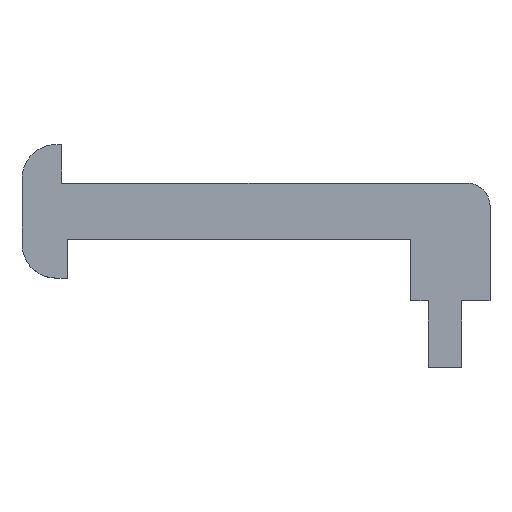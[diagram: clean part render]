
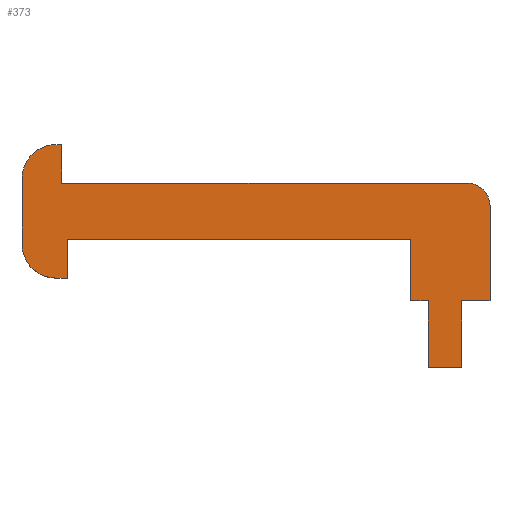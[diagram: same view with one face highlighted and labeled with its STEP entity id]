
A CAD part, top view. The second image highlights one B-rep face of the part: STEP entity #373.
In plain terms, the highlighted planar face has unit normal (0, 0, 1).
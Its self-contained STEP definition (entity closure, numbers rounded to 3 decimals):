
#30=PLANE('',#400);
#49=FACE_OUTER_BOUND('',#68,.T.);
#68=EDGE_LOOP('',(#335,#336,#337,#338,#339,#340,#341,#342,#343,#344,#345,
#346,#347,#348,#349,#350,#351));
#85=LINE('',#542,#130);
#90=LINE('',#556,#135);
#93=LINE('',#561,#138);
#94=LINE('',#564,#139);
#96=LINE('',#568,#141);
#98=LINE('',#571,#143);
#99=LINE('',#574,#144);
#101=LINE('',#578,#146);
#103=LINE('',#582,#148);
#105=LINE('',#586,#150);
#107=LINE('',#590,#152);
#109=LINE('',#594,#154);
#111=LINE('',#598,#156);
#113=LINE('',#601,#158);
#130=VECTOR('',#433,5.83);
#135=VECTOR('',#448,8.414);
#138=VECTOR('',#453,1.);
#139=VECTOR('',#456,0.511);
#141=VECTOR('',#460,3.43);
#143=VECTOR('',#464,35.939);
#144=VECTOR('',#467,2.489);
#146=VECTOR('',#471,5.9);
#148=VECTOR('',#475,3.);
#150=VECTOR('',#479,5.9);
#152=VECTOR('',#483,1.511);
#154=VECTOR('',#487,5.414);
#156=VECTOR('',#491,30.45);
#158=VECTOR('',#495,3.4);
#159=CIRCLE('',#377,3.);
#163=CIRCLE('',#384,3.);
#164=CIRCLE('',#386,2.);
#165=VERTEX_POINT('',#500);
#166=VERTEX_POINT('',#501);
#184=VERTEX_POINT('',#541);
#185=VERTEX_POINT('',#545);
#186=VERTEX_POINT('',#549);
#187=VERTEX_POINT('',#550);
#188=VERTEX_POINT('',#555);
#189=VERTEX_POINT('',#559);
#190=VERTEX_POINT('',#563);
#191=VERTEX_POINT('',#567);
#192=VERTEX_POINT('',#573);
#193=VERTEX_POINT('',#577);
#194=VERTEX_POINT('',#581);
#195=VERTEX_POINT('',#585);
#196=VERTEX_POINT('',#589);
#197=VERTEX_POINT('',#593);
#198=VERTEX_POINT('',#597);
#199=EDGE_CURVE('',#165,#166,#159,.T.);
#219=EDGE_CURVE('',#184,#166,#85,.T.);
#221=EDGE_CURVE('',#184,#185,#163,.T.);
#223=EDGE_CURVE('',#186,#187,#164,.T.);
#226=EDGE_CURVE('',#188,#187,#90,.T.);
#229=EDGE_CURVE('',#165,#189,#93,.T.);
#230=EDGE_CURVE('',#190,#185,#94,.T.);
#232=EDGE_CURVE('',#191,#190,#96,.T.);
#234=EDGE_CURVE('',#186,#191,#98,.T.);
#235=EDGE_CURVE('',#192,#188,#99,.T.);
#237=EDGE_CURVE('',#193,#192,#101,.T.);
#239=EDGE_CURVE('',#194,#193,#103,.T.);
#241=EDGE_CURVE('',#195,#194,#105,.T.);
#243=EDGE_CURVE('',#196,#195,#107,.T.);
#245=EDGE_CURVE('',#197,#196,#109,.T.);
#247=EDGE_CURVE('',#198,#197,#111,.T.);
#249=EDGE_CURVE('',#189,#198,#113,.T.);
#335=ORIENTED_EDGE('',*,*,#199,.F.);
#336=ORIENTED_EDGE('',*,*,#229,.T.);
#337=ORIENTED_EDGE('',*,*,#249,.T.);
#338=ORIENTED_EDGE('',*,*,#247,.T.);
#339=ORIENTED_EDGE('',*,*,#245,.T.);
#340=ORIENTED_EDGE('',*,*,#243,.T.);
#341=ORIENTED_EDGE('',*,*,#241,.T.);
#342=ORIENTED_EDGE('',*,*,#239,.T.);
#343=ORIENTED_EDGE('',*,*,#237,.T.);
#344=ORIENTED_EDGE('',*,*,#235,.T.);
#345=ORIENTED_EDGE('',*,*,#226,.T.);
#346=ORIENTED_EDGE('',*,*,#223,.F.);
#347=ORIENTED_EDGE('',*,*,#234,.T.);
#348=ORIENTED_EDGE('',*,*,#232,.T.);
#349=ORIENTED_EDGE('',*,*,#230,.T.);
#350=ORIENTED_EDGE('',*,*,#221,.F.);
#351=ORIENTED_EDGE('',*,*,#219,.T.);
#373=ADVANCED_FACE('',(#49),#30,.T.);
#377=AXIS2_PLACEMENT_3D('',#502,#405,#406);
#384=AXIS2_PLACEMENT_3D('',#546,#437,#438);
#386=AXIS2_PLACEMENT_3D('',#551,#442,#443);
#400=AXIS2_PLACEMENT_3D('',#602,#496,#497);
#405=DIRECTION('center_axis',(0.,0.,-1.));
#406=DIRECTION('ref_axis',(-0.707,-0.707,0.));
#433=DIRECTION('',(0.,-1.,0.));
#437=DIRECTION('center_axis',(0.,0.,-1.));
#438=DIRECTION('ref_axis',(-0.707,0.707,0.));
#442=DIRECTION('center_axis',(0.,0.,-1.));
#443=DIRECTION('ref_axis',(0.707,0.707,0.));
#448=DIRECTION('',(0.,1.,0.));
#453=DIRECTION('',(1.,0.,0.));
#456=DIRECTION('',(-1.,0.,0.));
#460=DIRECTION('',(0.,1.,0.));
#464=DIRECTION('',(-1.,0.,0.));
#467=DIRECTION('',(1.,0.,0.));
#471=DIRECTION('',(0.,1.,0.));
#475=DIRECTION('',(1.,0.,0.));
#479=DIRECTION('',(0.,-1.,0.));
#483=DIRECTION('',(1.,0.,0.));
#487=DIRECTION('',(0.,-1.,0.));
#491=DIRECTION('',(1.,0.,0.));
#495=DIRECTION('',(0.,1.,0.));
#496=DIRECTION('center_axis',(0.,0.,1.));
#497=DIRECTION('ref_axis',(1.,0.,0.));
#500=CARTESIAN_POINT('',(-0.961,0.245,3.));
#501=CARTESIAN_POINT('',(-3.961,3.245,3.));
#502=CARTESIAN_POINT('Origin',(-0.961,3.245,3.));
#541=CARTESIAN_POINT('',(-3.961,9.075,3.));
#542=CARTESIAN_POINT('',(-3.961,12.075,3.));
#545=CARTESIAN_POINT('',(-0.961,12.075,3.));
#546=CARTESIAN_POINT('Origin',(-0.961,9.075,3.));
#549=CARTESIAN_POINT('',(35.489,8.645,3.));
#550=CARTESIAN_POINT('',(37.489,6.645,3.));
#551=CARTESIAN_POINT('Origin',(35.489,6.645,3.));
#555=CARTESIAN_POINT('',(37.489,-1.769,3.));
#556=CARTESIAN_POINT('',(37.489,-1.769,3.));
#559=CARTESIAN_POINT('',(0.039,0.245,3.));
#561=CARTESIAN_POINT('',(-3.961,0.245,3.));
#563=CARTESIAN_POINT('',(-0.45,12.075,3.));
#564=CARTESIAN_POINT('',(-0.45,12.075,3.));
#567=CARTESIAN_POINT('',(-0.45,8.645,3.));
#568=CARTESIAN_POINT('',(-0.45,8.645,3.));
#571=CARTESIAN_POINT('',(37.489,8.645,3.));
#573=CARTESIAN_POINT('',(35.,-1.769,3.));
#574=CARTESIAN_POINT('',(35.,-1.769,3.));
#577=CARTESIAN_POINT('',(35.,-7.669,3.));
#578=CARTESIAN_POINT('',(35.,-7.669,3.));
#581=CARTESIAN_POINT('',(32.,-7.669,3.));
#582=CARTESIAN_POINT('',(32.,-7.669,3.));
#585=CARTESIAN_POINT('',(32.,-1.769,3.));
#586=CARTESIAN_POINT('',(32.,-1.769,3.));
#589=CARTESIAN_POINT('',(30.489,-1.769,3.));
#590=CARTESIAN_POINT('',(30.489,-1.769,3.));
#593=CARTESIAN_POINT('',(30.489,3.645,3.));
#594=CARTESIAN_POINT('',(30.489,3.645,3.));
#597=CARTESIAN_POINT('',(0.039,3.645,3.));
#598=CARTESIAN_POINT('',(0.039,3.645,3.));
#601=CARTESIAN_POINT('',(0.039,0.245,3.));
#602=CARTESIAN_POINT('Origin',(17.743,4.276,3.));
